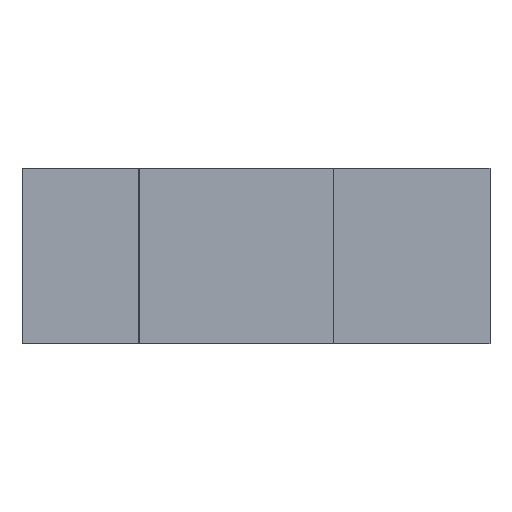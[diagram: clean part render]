
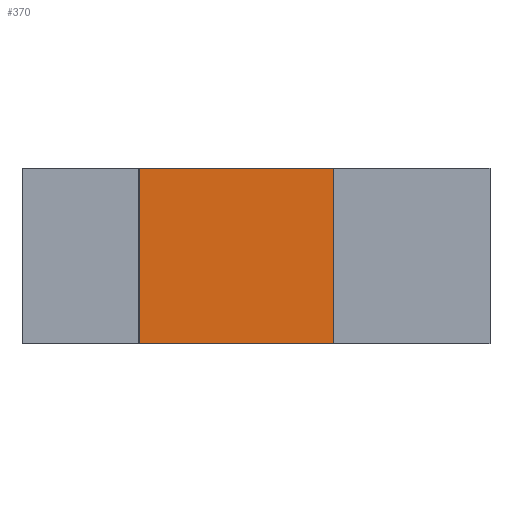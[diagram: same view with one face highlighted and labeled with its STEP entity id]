
A CAD part, left-side view. The second image highlights one B-rep face of the part: STEP entity #370.
In plain terms, the highlighted planar face has unit normal (-1, 0, 0).
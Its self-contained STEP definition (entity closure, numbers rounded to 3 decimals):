
#57=FACE_OUTER_BOUND('',#85,.T.);
#85=EDGE_LOOP('',(#334,#335,#336,#337));
#118=LINE('',#600,#156);
#119=LINE('',#603,#157);
#121=LINE('',#607,#159);
#123=LINE('',#610,#161);
#156=VECTOR('',#498,10.);
#157=VECTOR('',#501,10.);
#159=VECTOR('',#505,10.);
#161=VECTOR('',#509,10.);
#190=VERTEX_POINT('',#596);
#191=VERTEX_POINT('',#598);
#192=VERTEX_POINT('',#602);
#193=VERTEX_POINT('',#606);
#236=EDGE_CURVE('',#190,#191,#118,.T.);
#237=EDGE_CURVE('',#191,#192,#119,.T.);
#239=EDGE_CURVE('',#192,#193,#121,.T.);
#241=EDGE_CURVE('',#193,#190,#123,.T.);
#334=ORIENTED_EDGE('',*,*,#241,.T.);
#335=ORIENTED_EDGE('',*,*,#236,.T.);
#336=ORIENTED_EDGE('',*,*,#237,.T.);
#337=ORIENTED_EDGE('',*,*,#239,.T.);
#351=PLANE('',#413);
#370=ADVANCED_FACE('',(#57),#351,.F.);
#413=AXIS2_PLACEMENT_3D('',#611,#510,#511);
#498=DIRECTION('',(0.,1.,0.));
#501=DIRECTION('',(0.,0.,-1.));
#505=DIRECTION('',(0.,-1.,0.));
#509=DIRECTION('',(0.,0.,1.));
#510=DIRECTION('center_axis',(1.,0.,0.));
#511=DIRECTION('ref_axis',(0.,0.,-1.));
#596=CARTESIAN_POINT('',(-36.,-4.,9.));
#598=CARTESIAN_POINT('',(-36.,6.,9.));
#600=CARTESIAN_POINT('',(-36.,0.627,9.));
#602=CARTESIAN_POINT('',(-36.,6.,0.));
#603=CARTESIAN_POINT('',(-36.,6.,4.5));
#606=CARTESIAN_POINT('',(-36.,-4.,0.));
#607=CARTESIAN_POINT('',(-36.,0.627,0.));
#610=CARTESIAN_POINT('',(-36.,-4.,4.5));
#611=CARTESIAN_POINT('Origin',(-36.,1.,4.5));
